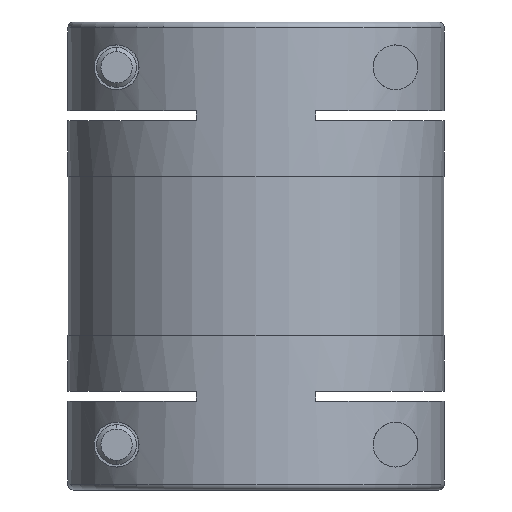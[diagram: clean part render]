
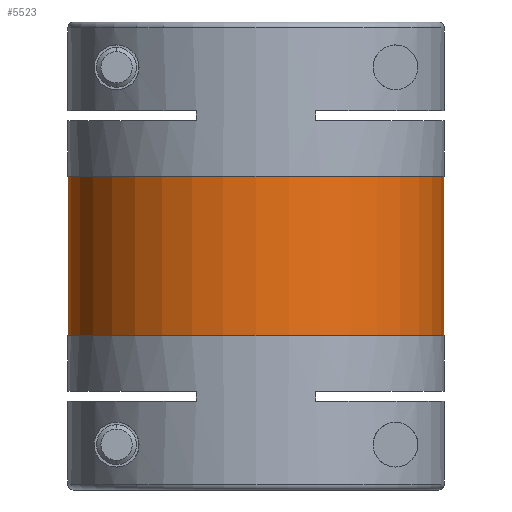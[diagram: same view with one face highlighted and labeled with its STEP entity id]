
A CAD part, front view. The second image highlights one B-rep face of the part: STEP entity #5523.
In plain terms, the highlighted cylindrical face has radius 18.85 mm (diameter 37.7 mm), a partial arc.
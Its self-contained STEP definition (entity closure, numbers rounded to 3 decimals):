
#112 = DIRECTION ( 'NONE',  ( 0., 0., 1. ) ) ;
#260 = CARTESIAN_POINT ( 'NONE',  ( -18.85, 0., -47. ) ) ;
#443 = VERTEX_POINT ( 'NONE', #4236 ) ;
#874 = AXIS2_PLACEMENT_3D ( 'NONE', #1404, #112, #3515 ) ;
#1404 = CARTESIAN_POINT ( 'NONE',  ( 0., 0., -47. ) ) ;
#1485 = ORIENTED_EDGE ( 'NONE', *, *, #3070, .F. ) ;
#1500 = LINE ( 'NONE', #260, #5503 ) ;
#1527 = CIRCLE ( 'NONE', #2699, 18.85 ) ;
#1798 = CARTESIAN_POINT ( 'NONE',  ( 0., 0., -15.5 ) ) ;
#1852 = EDGE_CURVE ( 'NONE', #443, #2101, #1500, .T. ) ;
#1956 = CARTESIAN_POINT ( 'NONE',  ( 18.85, 0., -15.5 ) ) ;
#2101 = VERTEX_POINT ( 'NONE', #4347 ) ;
#2191 = FACE_OUTER_BOUND ( 'NONE', #2272, .T. ) ;
#2272 = EDGE_LOOP ( 'NONE', ( #1485, #4880, #3590, #5414 ) ) ;
#2638 = DIRECTION ( 'NONE',  ( 0., 0., -1. ) ) ;
#2699 = AXIS2_PLACEMENT_3D ( 'NONE', #4245, #5532, #5122 ) ;
#3070 = EDGE_CURVE ( 'NONE', #4488, #443, #1527, .T. ) ;
#3097 = CYLINDRICAL_SURFACE ( 'NONE', #874, 18.85 ) ;
#3214 = DIRECTION ( 'NONE',  ( 0., 0., 1. ) ) ;
#3479 = DIRECTION ( 'NONE',  ( -1., 0., 0. ) ) ;
#3515 = DIRECTION ( 'NONE',  ( -1., 0., 0. ) ) ;
#3528 = VECTOR ( 'NONE', #5444, 1000. ) ;
#3590 = ORIENTED_EDGE ( 'NONE', *, *, #4424, .T. ) ;
#3747 = CARTESIAN_POINT ( 'NONE',  ( 18.85, 0., -47. ) ) ;
#3861 = CARTESIAN_POINT ( 'NONE',  ( 18.85, 0., -31.5 ) ) ;
#3878 = CIRCLE ( 'NONE', #5372, 18.85 ) ;
#4162 = VERTEX_POINT ( 'NONE', #1956 ) ;
#4166 = LINE ( 'NONE', #3747, #3528 ) ;
#4167 = EDGE_CURVE ( 'NONE', #4488, #4162, #4166, .T. ) ;
#4236 = CARTESIAN_POINT ( 'NONE',  ( -18.85, 0., -31.5 ) ) ;
#4245 = CARTESIAN_POINT ( 'NONE',  ( 0., 0., -31.5 ) ) ;
#4347 = CARTESIAN_POINT ( 'NONE',  ( -18.85, 0., -15.5 ) ) ;
#4424 = EDGE_CURVE ( 'NONE', #4162, #2101, #3878, .T. ) ;
#4488 = VERTEX_POINT ( 'NONE', #3861 ) ;
#4880 = ORIENTED_EDGE ( 'NONE', *, *, #4167, .T. ) ;
#5122 = DIRECTION ( 'NONE',  ( -1., 0., 0. ) ) ;
#5372 = AXIS2_PLACEMENT_3D ( 'NONE', #1798, #2638, #3479 ) ;
#5414 = ORIENTED_EDGE ( 'NONE', *, *, #1852, .F. ) ;
#5444 = DIRECTION ( 'NONE',  ( 0., 0., 1. ) ) ;
#5503 = VECTOR ( 'NONE', #3214, 1000. ) ;
#5523 = ADVANCED_FACE ( 'NONE', ( #2191 ), #3097, .T. ) ;
#5532 = DIRECTION ( 'NONE',  ( 0., 0., -1. ) ) ;
